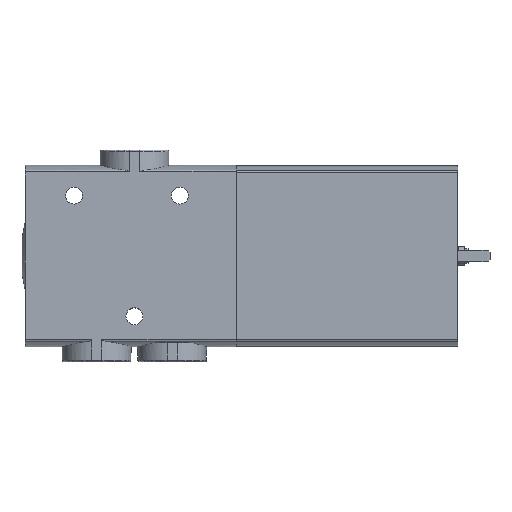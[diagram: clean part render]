
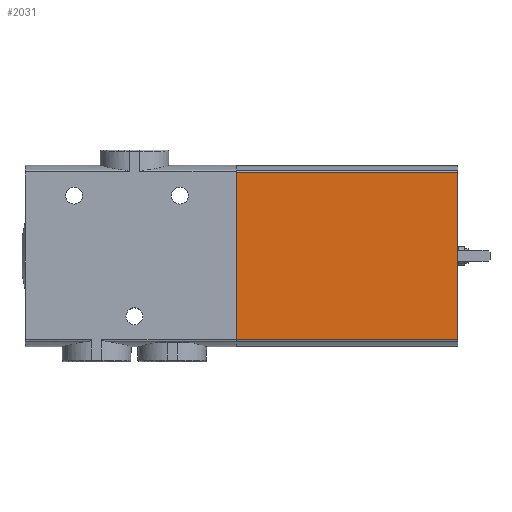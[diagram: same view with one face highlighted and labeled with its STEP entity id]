
A CAD part, top view. The second image highlights one B-rep face of the part: STEP entity #2031.
In plain terms, the highlighted planar face has unit normal (0, 0, 1).
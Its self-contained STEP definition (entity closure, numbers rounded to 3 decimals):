
#36=PLANE('',#2175);
#371=ORIENTED_EDGE('',*,*,#661,.T.);
#372=ORIENTED_EDGE('',*,*,#676,.F.);
#373=ORIENTED_EDGE('',*,*,#677,.F.);
#374=ORIENTED_EDGE('',*,*,#662,.T.);
#661=EDGE_CURVE('',#817,#823,#924,.T.);
#662=EDGE_CURVE('',#824,#817,#925,.T.);
#676=EDGE_CURVE('',#831,#823,#933,.T.);
#677=EDGE_CURVE('',#824,#831,#934,.T.);
#817=VERTEX_POINT('',#2994);
#823=VERTEX_POINT('',#3006);
#824=VERTEX_POINT('',#3010);
#831=VERTEX_POINT('',#3036);
#924=LINE('',#3007,#1022);
#925=LINE('',#3009,#1023);
#933=LINE('',#3037,#1031);
#934=LINE('',#3039,#1032);
#1022=VECTOR('',#2443,1000.);
#1023=VECTOR('',#2446,1000.);
#1031=VECTOR('',#2478,1000.);
#1032=VECTOR('',#2481,1000.);
#1120=EDGE_LOOP('',(#371,#372,#373,#374));
#1244=FACE_BOUND('',#1120,.T.);
#2031=ADVANCED_FACE('',(#1244),#36,.F.);
#2175=AXIS2_PLACEMENT_3D('',#3038,#2479,#2480);
#2443=DIRECTION('',(0.,-1.,0.));
#2446=DIRECTION('',(-1.,0.,0.));
#2478=DIRECTION('',(-1.,0.,0.));
#2479=DIRECTION('',(0.,0.,-1.));
#2480=DIRECTION('',(-1.,0.,0.));
#2481=DIRECTION('',(0.,-1.,0.));
#2994=CARTESIAN_POINT('',(56.,46.179,8.9));
#3006=CARTESIAN_POINT('',(56.,1.821,8.9));
#3007=CARTESIAN_POINT('',(56.,46.179,8.9));
#3009=CARTESIAN_POINT('',(114.6,46.179,8.9));
#3010=CARTESIAN_POINT('',(114.6,46.179,8.9));
#3036=CARTESIAN_POINT('',(114.6,1.821,8.9));
#3037=CARTESIAN_POINT('',(114.6,1.821,8.9));
#3038=CARTESIAN_POINT('',(114.6,46.179,8.9));
#3039=CARTESIAN_POINT('',(114.6,46.179,8.9));
